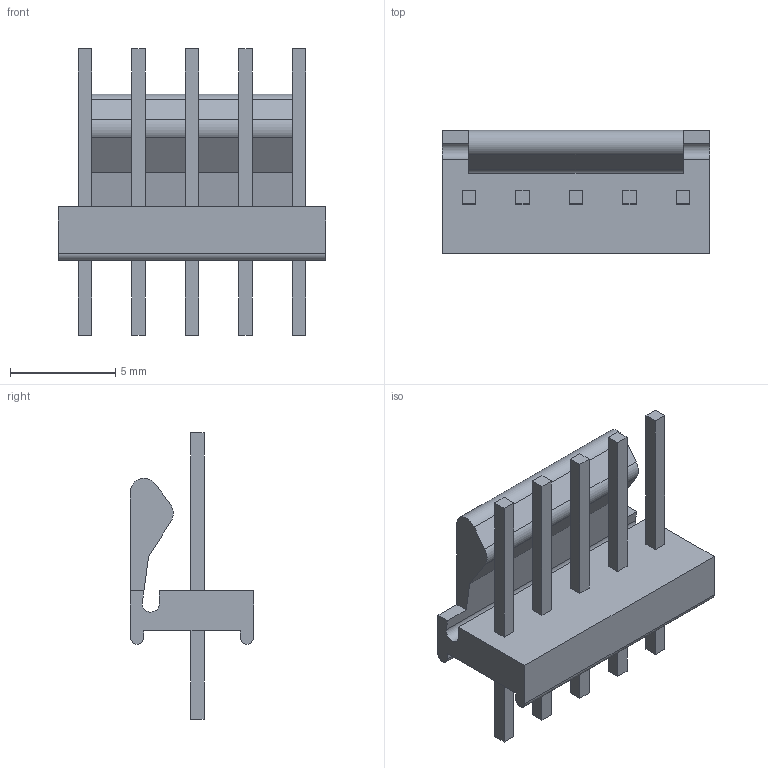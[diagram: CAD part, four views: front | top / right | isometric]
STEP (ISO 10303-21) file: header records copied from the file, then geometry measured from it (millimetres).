
FILE_DESCRIPTION((''),'2;1');
FILE_NAME('C-640456-5','2013-01-10T',('workeradm'),('Tyco Electronics Ltd.'),'PRO/ENGINEER BY PARAMETRIC TECHNOLOGY CORPORATION, 2010430','PRO/ENGINEER BY PARAMETRIC TECHNOLOGY CORPORATION, 2010430','');
FILE_SCHEMA(('AUTOMOTIVE_DESIGN { 1 0 10303 214 1 1 1 1 }'));
Length unit declared in the file: millimetre
Products named in the file (1): C-640456-5
Bounding box: 12.7 x 5.84 x 13.59 mm (x, y, z)
Volume: 233.9 mm3; surface area: 544.4 mm2
Topology: 1 solids, 1 shells, 71 faces, 177 edges, 118 vertices
Faces by surface type: plane 66, cylinder 5
Entity records: 2352 total; most frequent: CARTESIAN_POINT 368, ORIENTED_EDGE 354, DIRECTION 329, EDGE_CURVE 177, VECTOR 167, LINE 167, VERTEX_POINT 118, AXIS2_PLACEMENT_3D 81
